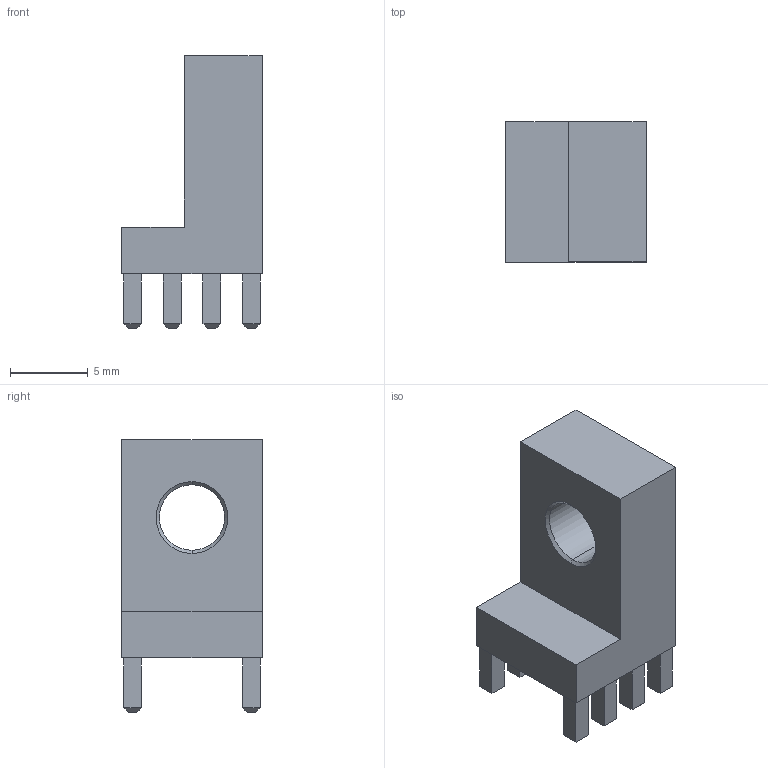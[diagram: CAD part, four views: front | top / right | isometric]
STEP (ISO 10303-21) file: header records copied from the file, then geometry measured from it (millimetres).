
FILE_DESCRIPTION (( 'STEP AP203' ), '1' );
FILE_NAME ('91103-C.STEP', '2013-12-17T16:21:14', ( 'Hajo' ), ( 'Microsoft' ), 'SwSTEP 2.0', 'SolidWorks 2011', '' );
FILE_SCHEMA (( 'CONFIG_CONTROL_DESIGN' ));
Length unit declared in the file: millimetre
Products named in the file (1): 91103-C
Bounding box: 9 x 9 x 17.5 mm (x, y, z)
Volume: 702.6 mm3; surface area: 732.3 mm2
Topology: 1 solids, 1 shells, 86 faces, 192 edges, 116 vertices
Faces by surface type: plane 80, cone 4, cylinder 2
Entity records: 2377 total; most frequent: CARTESIAN_POINT 395, ORIENTED_EDGE 384, DIRECTION 374, EDGE_CURVE 192, LINE 184, VECTOR 184, VERTEX_POINT 116, EDGE_LOOP 96
